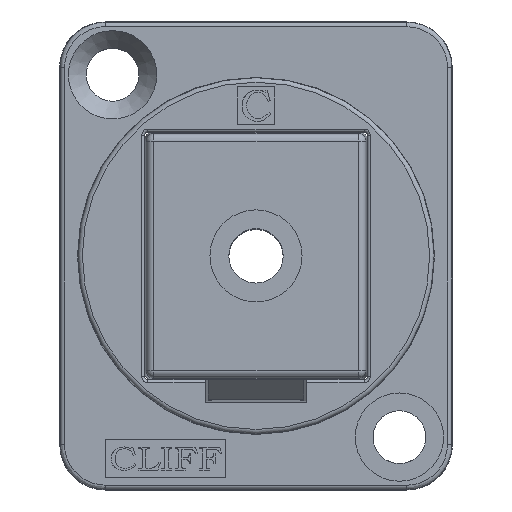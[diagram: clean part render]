
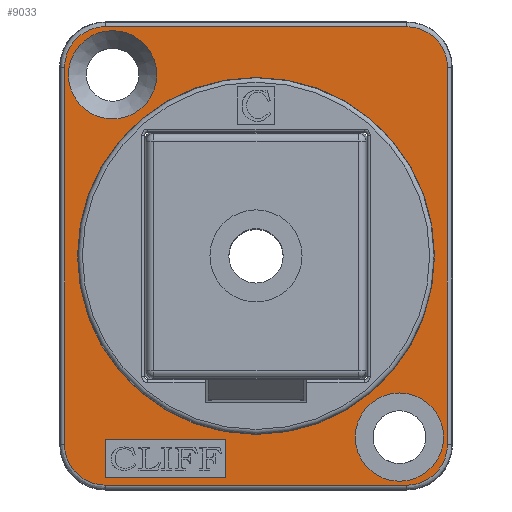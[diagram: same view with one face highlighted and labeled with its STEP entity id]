
A CAD part, top view. The second image highlights one B-rep face of the part: STEP entity #9033.
In plain terms, the highlighted planar face has unit normal (0, 0, 1).
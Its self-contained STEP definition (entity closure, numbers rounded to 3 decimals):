
#246=ELLIPSE('',#9606,2.7,2.7);
#247=ELLIPSE('',#9607,2.7,2.7);
#248=ELLIPSE('',#9608,2.7,2.7);
#249=ELLIPSE('',#9609,2.7,2.7);
#346=FACE_BOUND('',#1260,.T.);
#347=FACE_BOUND('',#1261,.T.);
#348=FACE_BOUND('',#1262,.T.);
#349=FACE_BOUND('',#1263,.T.);
#776=FACE_OUTER_BOUND('',#1259,.T.);
#1259=EDGE_LOOP('',(#7675,#7676,#7677,#7678,#7679,#7680,#7681,#7682));
#1260=EDGE_LOOP('',(#7683,#7684,#7685,#7686));
#1261=EDGE_LOOP('',(#7687));
#1262=EDGE_LOOP('',(#7688));
#1263=EDGE_LOOP('',(#7689));
#1359=CIRCLE('',#9398,11.823);
#1408=CIRCLE('',#9610,2.925);
#1409=CIRCLE('',#9611,2.925);
#2310=LINE('',#15282,#3258);
#2314=LINE('',#15290,#3262);
#2317=LINE('',#15296,#3265);
#2320=LINE('',#15301,#3268);
#2349=LINE('',#15400,#3297);
#2350=LINE('',#15404,#3298);
#2351=LINE('',#15408,#3299);
#2352=LINE('',#15411,#3300);
#3258=VECTOR('',#11518,2.5);
#3262=VECTOR('',#11524,8.);
#3265=VECTOR('',#11529,2.5);
#3268=VECTOR('',#11534,8.);
#3297=VECTOR('',#11623,24.965);
#3298=VECTOR('',#11626,19.965);
#3299=VECTOR('',#11629,24.965);
#3300=VECTOR('',#11632,19.965);
#3758=VERTEX_POINT('',#13226);
#4064=VERTEX_POINT('',#15280);
#4065=VERTEX_POINT('',#15281);
#4068=VERTEX_POINT('',#15289);
#4070=VERTEX_POINT('',#15295);
#4096=VERTEX_POINT('',#15396);
#4097=VERTEX_POINT('',#15397);
#4098=VERTEX_POINT('',#15399);
#4099=VERTEX_POINT('',#15401);
#4100=VERTEX_POINT('',#15403);
#4101=VERTEX_POINT('',#15405);
#4102=VERTEX_POINT('',#15407);
#4103=VERTEX_POINT('',#15409);
#4104=VERTEX_POINT('',#15412);
#4105=VERTEX_POINT('',#15414);
#4768=EDGE_CURVE('',#3758,#3758,#1359,.T.);
#5257=EDGE_CURVE('',#4064,#4065,#2310,.T.);
#5261=EDGE_CURVE('',#4068,#4064,#2314,.T.);
#5264=EDGE_CURVE('',#4070,#4068,#2317,.T.);
#5267=EDGE_CURVE('',#4065,#4070,#2320,.T.);
#5311=EDGE_CURVE('',#4096,#4097,#246,.T.);
#5312=EDGE_CURVE('',#4098,#4096,#2349,.T.);
#5313=EDGE_CURVE('',#4099,#4098,#247,.T.);
#5314=EDGE_CURVE('',#4100,#4099,#2350,.T.);
#5315=EDGE_CURVE('',#4101,#4100,#248,.T.);
#5316=EDGE_CURVE('',#4102,#4101,#2351,.T.);
#5317=EDGE_CURVE('',#4103,#4102,#249,.T.);
#5318=EDGE_CURVE('',#4097,#4103,#2352,.T.);
#5319=EDGE_CURVE('',#4104,#4104,#1408,.T.);
#5320=EDGE_CURVE('',#4105,#4105,#1409,.T.);
#7675=ORIENTED_EDGE('',*,*,#5311,.F.);
#7676=ORIENTED_EDGE('',*,*,#5312,.F.);
#7677=ORIENTED_EDGE('',*,*,#5313,.F.);
#7678=ORIENTED_EDGE('',*,*,#5314,.F.);
#7679=ORIENTED_EDGE('',*,*,#5315,.F.);
#7680=ORIENTED_EDGE('',*,*,#5316,.F.);
#7681=ORIENTED_EDGE('',*,*,#5317,.F.);
#7682=ORIENTED_EDGE('',*,*,#5318,.F.);
#7683=ORIENTED_EDGE('',*,*,#5257,.T.);
#7684=ORIENTED_EDGE('',*,*,#5267,.T.);
#7685=ORIENTED_EDGE('',*,*,#5264,.T.);
#7686=ORIENTED_EDGE('',*,*,#5261,.T.);
#7687=ORIENTED_EDGE('',*,*,#4768,.T.);
#7688=ORIENTED_EDGE('',*,*,#5319,.T.);
#7689=ORIENTED_EDGE('',*,*,#5320,.T.);
#8137=PLANE('',#9605);
#9033=ADVANCED_FACE('',(#776,#346,#347,#348,#349),#8137,.T.);
#9398=AXIS2_PLACEMENT_3D('',#13227,#10827,#10828);
#9605=AXIS2_PLACEMENT_3D('',#15395,#11619,#11620);
#9606=AXIS2_PLACEMENT_3D('',#15398,#11621,#11622);
#9607=AXIS2_PLACEMENT_3D('',#15402,#11624,#11625);
#9608=AXIS2_PLACEMENT_3D('',#15406,#11627,#11628);
#9609=AXIS2_PLACEMENT_3D('',#15410,#11630,#11631);
#9610=AXIS2_PLACEMENT_3D('',#15413,#11633,#11634);
#9611=AXIS2_PLACEMENT_3D('',#15415,#11635,#11636);
#10827=DIRECTION('center_axis',(0.,0.,
-1.));
#10828=DIRECTION('ref_axis',(-1.,0.,0.));
#11518=DIRECTION('',(0.,1.,0.));
#11524=DIRECTION('',(-1.,0.,0.));
#11529=DIRECTION('',(0.,-1.,0.));
#11534=DIRECTION('',(1.,0.,0.));
#11619=DIRECTION('center_axis',(0.,0.,
1.));
#11620=DIRECTION('ref_axis',(1.,0.,0.));
#11621=DIRECTION('center_axis',(0.,0.,
-1.));
#11622=DIRECTION('ref_axis',(-0.707,0.707,0.));
#11623=DIRECTION('',(0.,1.,0.));
#11624=DIRECTION('center_axis',(0.,0.,
-1.));
#11625=DIRECTION('ref_axis',(-0.707,-0.707,0.));
#11626=DIRECTION('',(-1.,0.,0.));
#11627=DIRECTION('center_axis',(0.,0.,
-1.));
#11628=DIRECTION('ref_axis',(0.707,-0.707,0.));
#11629=DIRECTION('',(0.,-1.,0.));
#11630=DIRECTION('center_axis',(0.,0.,
-1.));
#11631=DIRECTION('ref_axis',(0.707,0.707,0.));
#11632=DIRECTION('',(1.,0.,0.));
#11633=DIRECTION('center_axis',(0.,0.,
-1.));
#11634=DIRECTION('ref_axis',(1.,0.,0.));
#11635=DIRECTION('center_axis',(0.,0.,
-1.));
#11636=DIRECTION('ref_axis',(1.,0.,0.));
#13226=CARTESIAN_POINT('',(11.823,0.,-2.8));
#13227=CARTESIAN_POINT('Origin',(0.,0.,
-2.8));
#15280=CARTESIAN_POINT('',(-10.,-14.683,-2.8));
#15281=CARTESIAN_POINT('',(-10.,-12.183,-2.8));
#15282=CARTESIAN_POINT('',(-10.,-7.341,-2.8));
#15289=CARTESIAN_POINT('',(-2.,-14.683,-2.8));
#15290=CARTESIAN_POINT('',(-1.,-14.683,-2.8));
#15295=CARTESIAN_POINT('',(-2.,-12.183,-2.8));
#15296=CARTESIAN_POINT('',(-2.,-6.091,-2.8));
#15301=CARTESIAN_POINT('',(-5.,-12.183,-2.8));
#15395=CARTESIAN_POINT('Origin',(0.,0.,
-2.8));
#15396=CARTESIAN_POINT('',(-12.683,12.483,-2.8));
#15397=CARTESIAN_POINT('',(-9.983,15.183,-2.8));
#15398=CARTESIAN_POINT('Origin',(-9.982,12.482,-2.8));
#15399=CARTESIAN_POINT('',(-12.683,-12.483,-2.8));
#15400=CARTESIAN_POINT('',(-12.683,-7.75,-2.8));
#15401=CARTESIAN_POINT('',(-9.983,-15.183,-2.8));
#15402=CARTESIAN_POINT('Origin',(-9.982,-12.482,-2.8));
#15403=CARTESIAN_POINT('',(9.983,-15.183,-2.8));
#15404=CARTESIAN_POINT('',(6.5,-15.183,-2.8));
#15405=CARTESIAN_POINT('',(12.683,-12.483,-2.8));
#15406=CARTESIAN_POINT('Origin',(9.982,-12.482,-2.8));
#15407=CARTESIAN_POINT('',(12.683,12.483,-2.8));
#15408=CARTESIAN_POINT('',(12.683,7.75,-2.8));
#15409=CARTESIAN_POINT('',(9.983,15.183,-2.8));
#15410=CARTESIAN_POINT('Origin',(9.982,12.482,-2.8));
#15411=CARTESIAN_POINT('',(-6.5,15.183,-2.8));
#15412=CARTESIAN_POINT('',(6.575,-12.,-2.8));
#15413=CARTESIAN_POINT('Origin',(9.5,-12.,-2.8));
#15414=CARTESIAN_POINT('',(-12.425,12.,-2.8));
#15415=CARTESIAN_POINT('Origin',(-9.5,12.,-2.8));
